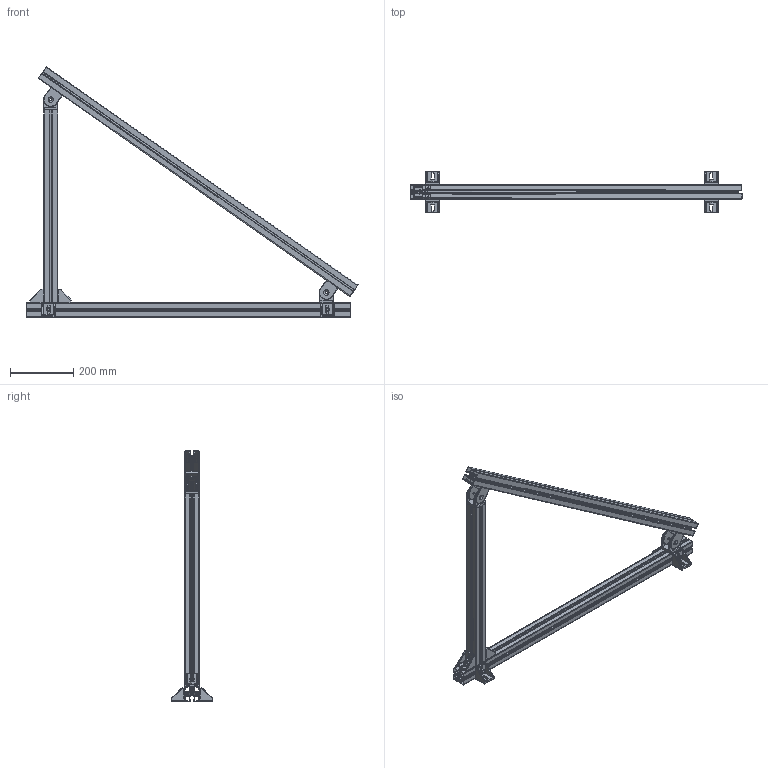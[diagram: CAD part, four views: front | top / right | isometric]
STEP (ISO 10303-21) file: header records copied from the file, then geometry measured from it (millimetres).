
FILE_DESCRIPTION( ('This file contains a STEP AP42 implementation' ,'as created by ZW3D STEP Interface translator.') ,'2;1' );
FILE_NAME( 'sp1-35-1200-ac45.stp' ,'22 7 9.125441', (''), ('ZWCAD Software Co.'), 'Version 1.0', 'ZW3D to STEP translator', '' );
FILE_SCHEMA(('AUTOMOTIVE_DESIGN'));
Length unit declared in the file: millimetre
Products named in the file (14): 0; SP1-AC45; 084.101.042G_C; 084.101.042G_B; 084.101.042G_A; 084.311.015; 犈eln璭; 084.305.003; M8x20+matice; 084.302.038; 084.301.025; 犈eln璭1; Mx16+matice; 084.301.029
Assembly tree (26 placements, depth 4):
  0
  SP1-AC45
    084.101.042G_C
    084.101.042G_B
    084.101.042G_A
    084.311.015  x4
    犈eln璭  x2
      084.305.003
      M8x20+matice
        084.302.038
        084.301.025
    084.301.025
    犈eln璭1  x4
      084.305.003
      M8x20+matice
        084.302.038
        084.301.025
    Mx16+matice  x3
      084.301.029
      084.302.038
Bounding box: 1048.12 x 131 x 790.15 mm (x, y, z)
Volume: 1494086.8 mm3; surface area: 1891484.4 mm2
Topology: 47 solids, 47 shells, 3123 faces, 7846 edges, 4785 vertices
Faces by surface type: bspline 3123
Entity records: 39698 total; most frequent: CARTESIAN_POINT 25700, ORIENTED_EDGE 4532, EDGE_CURVE 2266, VERTEX_POINT 1441, B_SPLINE_CURVE_WITH_KNOTS 1418, EDGE_LOOP 895, FACE_OUTER_BOUND 848, ADVANCED_FACE 848
